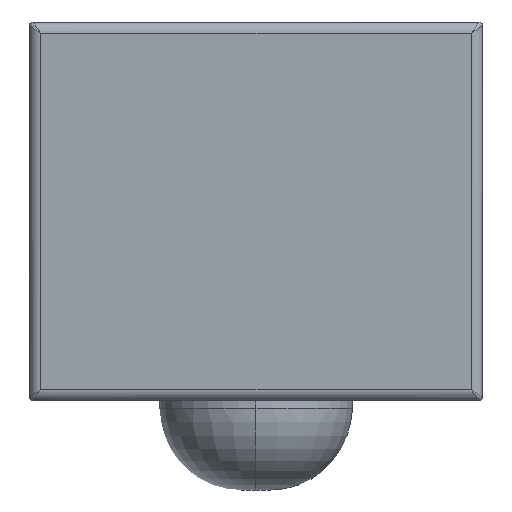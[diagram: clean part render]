
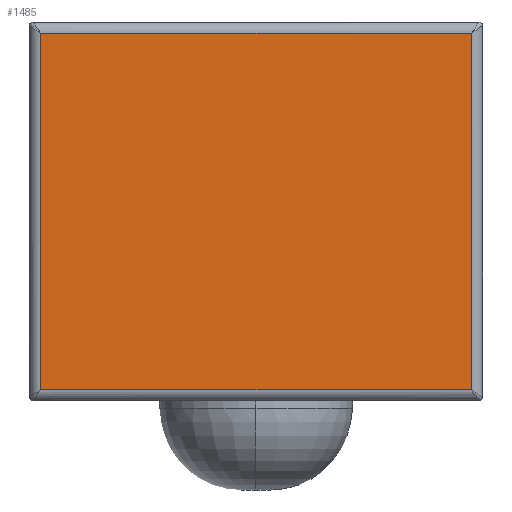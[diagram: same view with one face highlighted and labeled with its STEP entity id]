
A CAD part, left-side view. The second image highlights one B-rep face of the part: STEP entity #1485.
In plain terms, the highlighted planar face has unit normal (-1, 0, 0).
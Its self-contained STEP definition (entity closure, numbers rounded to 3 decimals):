
#102 = CARTESIAN_POINT ( 'NONE',  ( -10., -3.05, 2.55 ) ) ;
#114 = AXIS2_PLACEMENT_3D ( 'NONE', #102, #280, #298 ) ;
#232 = FACE_OUTER_BOUND ( 'NONE', #1988, .T. ) ;
#280 = DIRECTION ( 'NONE',  ( 1., 0., 0. ) ) ;
#298 = DIRECTION ( 'NONE',  ( 0., 0., -1. ) ) ;
#317 = DIRECTION ( 'NONE',  ( 0., 0., 1. ) ) ;
#393 = LINE ( 'NONE', #803, #2508 ) ;
#465 = ORIENTED_EDGE ( 'NONE', *, *, #957, .T. ) ;
#491 = DIRECTION ( 'NONE',  ( 0., 1., 0. ) ) ;
#574 = VECTOR ( 'NONE', #491, 1000. ) ;
#702 = CARTESIAN_POINT ( 'NONE',  ( -10., -2.9, 2.4 ) ) ;
#803 = CARTESIAN_POINT ( 'NONE',  ( -10., 2.9, 2.55 ) ) ;
#808 = VERTEX_POINT ( 'NONE', #825 ) ;
#825 = CARTESIAN_POINT ( 'NONE',  ( -10., 2.9, 2.4 ) ) ;
#868 = CARTESIAN_POINT ( 'NONE',  ( -10., -2.9, -2.4 ) ) ;
#920 = VERTEX_POINT ( 'NONE', #868 ) ;
#957 = EDGE_CURVE ( 'NONE', #1583, #808, #1627, .T. ) ;
#1024 = EDGE_CURVE ( 'NONE', #920, #1583, #1717, .T. ) ;
#1289 = EDGE_CURVE ( 'NONE', #808, #2223, #393, .T. ) ;
#1485 = ADVANCED_FACE ( 'NONE', ( #232 ), #1877, .F. ) ;
#1560 = LINE ( 'NONE', #1794, #1656 ) ;
#1576 = CARTESIAN_POINT ( 'NONE',  ( -10., 2.9, -2.4 ) ) ;
#1583 = VERTEX_POINT ( 'NONE', #702 ) ;
#1612 = DIRECTION ( 'NONE',  ( 0., -1., 0. ) ) ;
#1618 = DIRECTION ( 'NONE',  ( 0., 0., -1. ) ) ;
#1627 = LINE ( 'NONE', #2246, #574 ) ;
#1656 = VECTOR ( 'NONE', #1612, 1000. ) ;
#1658 = VECTOR ( 'NONE', #317, 1000. ) ;
#1717 = LINE ( 'NONE', #1889, #1658 ) ;
#1794 = CARTESIAN_POINT ( 'NONE',  ( -10., -3.05, -2.4 ) ) ;
#1877 = PLANE ( 'NONE',  #114 ) ;
#1889 = CARTESIAN_POINT ( 'NONE',  ( -10., -2.9, 2.55 ) ) ;
#1988 = EDGE_LOOP ( 'NONE', ( #465, #2458, #2225, #2335 ) ) ;
#2211 = EDGE_CURVE ( 'NONE', #2223, #920, #1560, .T. ) ;
#2223 = VERTEX_POINT ( 'NONE', #1576 ) ;
#2225 = ORIENTED_EDGE ( 'NONE', *, *, #2211, .T. ) ;
#2246 = CARTESIAN_POINT ( 'NONE',  ( -10., -3.05, 2.4 ) ) ;
#2335 = ORIENTED_EDGE ( 'NONE', *, *, #1024, .T. ) ;
#2458 = ORIENTED_EDGE ( 'NONE', *, *, #1289, .T. ) ;
#2508 = VECTOR ( 'NONE', #1618, 1000. ) ;
